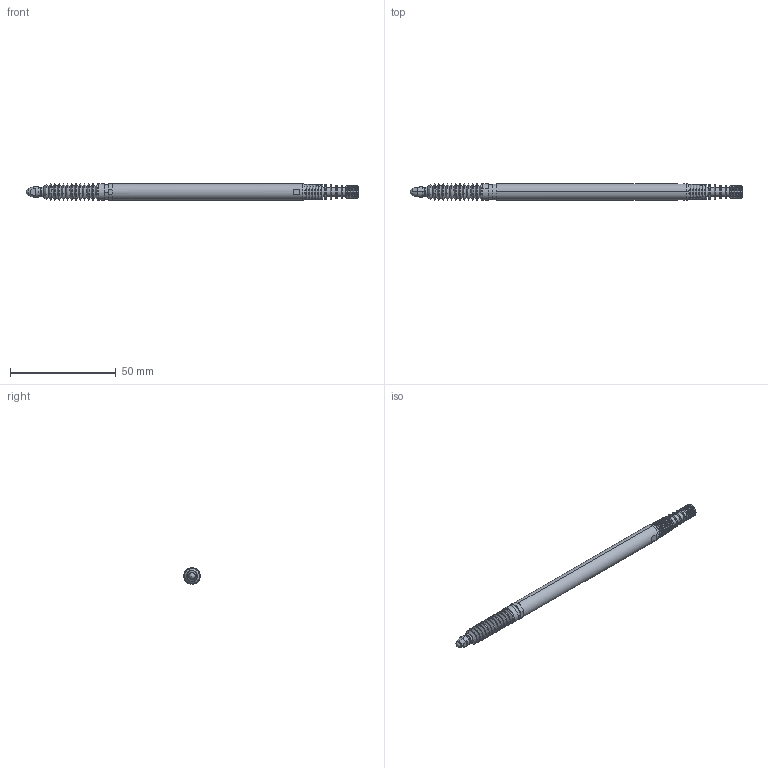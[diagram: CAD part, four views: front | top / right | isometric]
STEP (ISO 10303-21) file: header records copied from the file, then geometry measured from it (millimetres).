
FILE_DESCRIPTION (( 'STEP AP214' ), '1' );
FILE_NAME ('DP-15.STEP', '2025-11-07T07:29:26', ( 'User' ), ( 'user' ), 'SwSTEP 2.0', 'SolidWorks 2020', '' );
FILE_SCHEMA (( 'AUTOMOTIVE_DESIGN' ));
Length unit declared in the file: millimetre
Products named in the file (1): DP-15
Bounding box: 156.85 x 8 x 8 mm (x, y, z)
Surface area: 4979.4 mm2 (no closed solid volume)
Topology: 0 solids, 39 shells, 298 faces, 672 edges, 392 vertices
Faces by surface type: torus 178, cone 56, cylinder 32, plane 29, sphere 2, bspline 1
Entity records: 12073 total; most frequent: CARTESIAN_POINT 1850, DIRECTION 1747, ORIENTED_EDGE 1236, AXIS2_PLACEMENT_3D 807, EDGE_CURVE 667, CIRCLE 509, VERTEX_POINT 389, EDGE_LOOP 319
